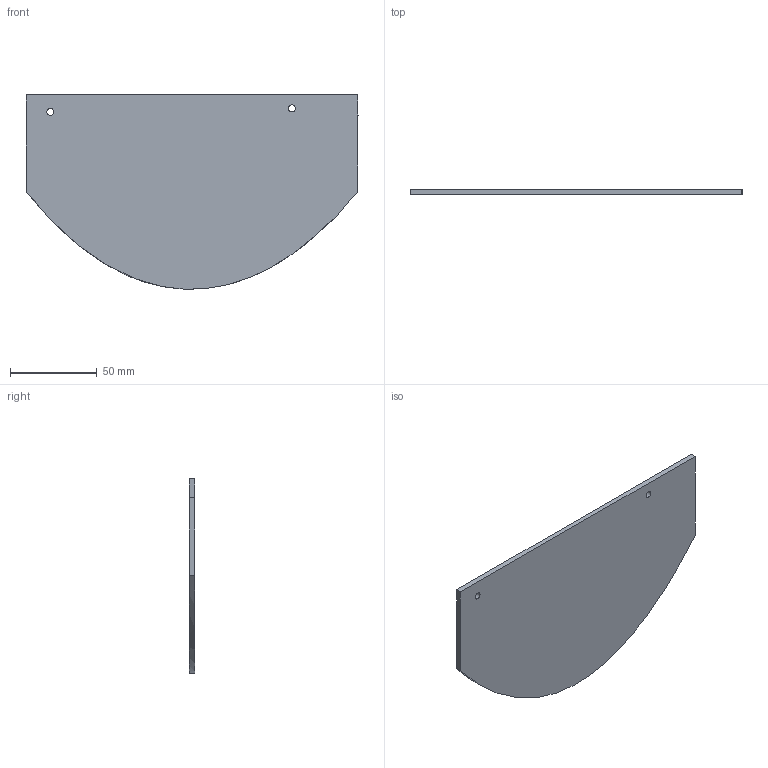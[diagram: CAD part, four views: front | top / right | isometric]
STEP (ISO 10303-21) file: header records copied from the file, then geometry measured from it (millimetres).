
FILE_DESCRIPTION(/* description */ (''),/* implementation_level */ '2;1');
FILE_NAME(/* name */ 'Throttle V2 - Plates v6.step',/* time_stamp */ '2025-05-17T18:00:44+01:00',/* author */ (''),/* organization */ (''),/* preprocessor_version */ 'ST-DEVELOPER v20.1',/* originating_system */ 'Autodesk Translation Framework v14.4.0.0',/* authorisation */ '');
FILE_SCHEMA (('AUTOMOTIVE_DESIGN { 1 0 10303 214 3 1 1 }'));
Length unit declared in the file: millimetre
Products named in the file (1): Throttle V2 - Plates
Bounding box: 191 x 3 x 111.95 mm (x, y, z)
Volume: 53536.7 mm3; surface area: 37361.9 mm2
Topology: 1 solids, 1 shells, 14 faces, 36 edges, 24 vertices
Faces by surface type: plane 11, cylinder 2, bspline 1
Full cylindrical faces by diameter (mm): 4 x2
Entity records: 543 total; most frequent: CARTESIAN_POINT 160, ORIENTED_EDGE 72, DIRECTION 66, EDGE_CURVE 36, LINE 30, VECTOR 30, VERTEX_POINT 24, EDGE_LOOP 18
